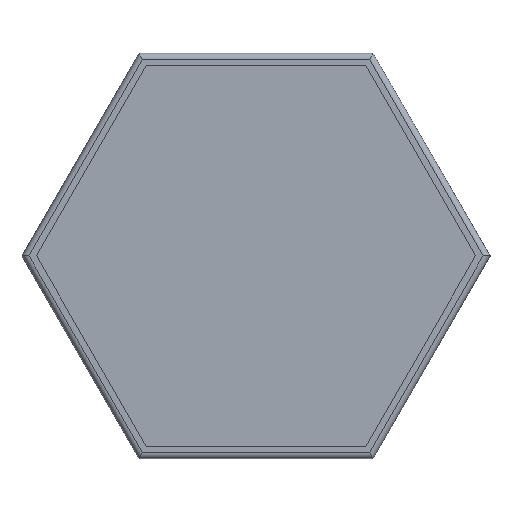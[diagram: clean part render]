
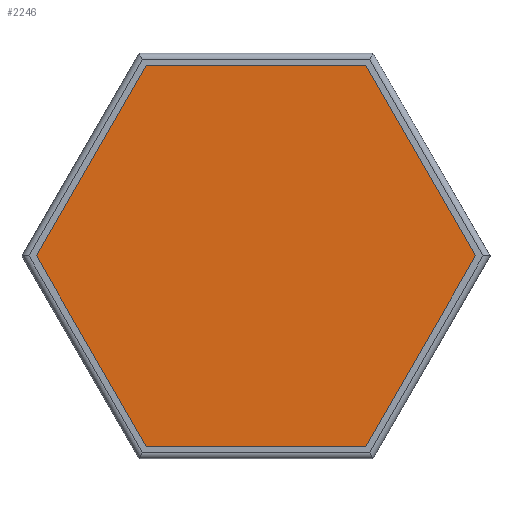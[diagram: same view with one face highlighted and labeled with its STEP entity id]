
A CAD part, top view. The second image highlights one B-rep face of the part: STEP entity #2246.
In plain terms, the highlighted planar face has unit normal (0, 0, 1).
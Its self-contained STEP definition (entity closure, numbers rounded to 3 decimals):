
#1416 = PLANE('',#1417);
#1417 = AXIS2_PLACEMENT_3D('',#1418,#1419,#1420);
#1418 = CARTESIAN_POINT('',(27.813,-16.058,-1.35));
#1419 = DIRECTION('',(-0.866,0.5,0.));
#1420 = DIRECTION('',(-0.5,-0.866,0.));
#1444 = PLANE('',#1445);
#1445 = AXIS2_PLACEMENT_3D('',#1446,#1447,#1448);
#1446 = CARTESIAN_POINT('',(27.813,16.058,-1.35));
#1447 = DIRECTION('',(-0.866,-0.5,0.));
#1448 = DIRECTION('',(0.5,-0.866,0.));
#1472 = PLANE('',#1473);
#1473 = AXIS2_PLACEMENT_3D('',#1474,#1475,#1476);
#1474 = CARTESIAN_POINT('',(0.,32.116,-1.35));
#1475 = DIRECTION('',(0.,-1.,0.));
#1476 = DIRECTION('',(-1.,0.,0.));
#1500 = PLANE('',#1501);
#1501 = AXIS2_PLACEMENT_3D('',#1502,#1503,#1504);
#1502 = CARTESIAN_POINT('',(-27.813,16.058,-1.35));
#1503 = DIRECTION('',(0.866,-0.5,0.));
#1504 = DIRECTION('',(0.5,0.866,0.));
#1528 = PLANE('',#1529);
#1529 = AXIS2_PLACEMENT_3D('',#1530,#1531,#1532);
#1530 = CARTESIAN_POINT('',(-27.813,-16.058,-1.35));
#1531 = DIRECTION('',(0.866,0.5,0.));
#1532 = DIRECTION('',(-0.5,0.866,0.));
#1554 = PLANE('',#1555);
#1555 = AXIS2_PLACEMENT_3D('',#1556,#1557,#1558);
#1556 = CARTESIAN_POINT('',(0.,-32.116,-1.35));
#1557 = DIRECTION('',(0.,1.,0.));
#1558 = DIRECTION('',(1.,0.,0.));
#1944 = VERTEX_POINT('',#1945);
#1945 = CARTESIAN_POINT('',(37.084,0.,-3.));
#1966 = EDGE_CURVE('',#1967,#1944,#1969,.T.);
#1967 = VERTEX_POINT('',#1968);
#1968 = CARTESIAN_POINT('',(18.542,-32.116,-3.));
#1969 = SURFACE_CURVE('',#1970,(#1974,#1981),.PCURVE_S1.);
#1970 = LINE('',#1971,#1972);
#1971 = CARTESIAN_POINT('',(18.542,-32.116,-3.));
#1972 = VECTOR('',#1973,1.);
#1973 = DIRECTION('',(0.5,0.866,0.));
#1974 = PCURVE('',#1416,#1975);
#1975 = DEFINITIONAL_REPRESENTATION('',(#1976),#1980);
#1976 = LINE('',#1977,#1978);
#1977 = CARTESIAN_POINT('',(18.542,-1.65));
#1978 = VECTOR('',#1979,1.);
#1979 = DIRECTION('',(-1.,0.));
#1980 = ( GEOMETRIC_REPRESENTATION_CONTEXT(2) 
PARAMETRIC_REPRESENTATION_CONTEXT() REPRESENTATION_CONTEXT('2D SPACE',''
  ) );
#1981 = PCURVE('',#1982,#1987);
#1982 = PLANE('',#1983);
#1983 = AXIS2_PLACEMENT_3D('',#1984,#1985,#1986);
#1984 = CARTESIAN_POINT('',(0.,0.,-3.)
  );
#1985 = DIRECTION('',(0.,0.,1.));
#1986 = DIRECTION('',(0.,1.,0.));
#1987 = DEFINITIONAL_REPRESENTATION('',(#1988),#1992);
#1988 = LINE('',#1989,#1990);
#1989 = CARTESIAN_POINT('',(-32.116,-18.542));
#1990 = VECTOR('',#1991,1.);
#1991 = DIRECTION('',(0.866,-0.5));
#1992 = ( GEOMETRIC_REPRESENTATION_CONTEXT(2) 
PARAMETRIC_REPRESENTATION_CONTEXT() REPRESENTATION_CONTEXT('2D SPACE',''
  ) );
#2020 = EDGE_CURVE('',#2021,#1967,#2023,.T.);
#2021 = VERTEX_POINT('',#2022);
#2022 = CARTESIAN_POINT('',(-18.542,-32.116,-3.));
#2023 = SURFACE_CURVE('',#2024,(#2028,#2035),.PCURVE_S1.);
#2024 = LINE('',#2025,#2026);
#2025 = CARTESIAN_POINT('',(-18.542,-32.116,-3.));
#2026 = VECTOR('',#2027,1.);
#2027 = DIRECTION('',(1.,0.,0.));
#2028 = PCURVE('',#1554,#2029);
#2029 = DEFINITIONAL_REPRESENTATION('',(#2030),#2034);
#2030 = LINE('',#2031,#2032);
#2031 = CARTESIAN_POINT('',(-18.542,1.65));
#2032 = VECTOR('',#2033,1.);
#2033 = DIRECTION('',(1.,0.));
#2034 = ( GEOMETRIC_REPRESENTATION_CONTEXT(2) 
PARAMETRIC_REPRESENTATION_CONTEXT() REPRESENTATION_CONTEXT('2D SPACE',''
  ) );
#2035 = PCURVE('',#1982,#2036);
#2036 = DEFINITIONAL_REPRESENTATION('',(#2037),#2041);
#2037 = LINE('',#2038,#2039);
#2038 = CARTESIAN_POINT('',(-32.116,18.542));
#2039 = VECTOR('',#2040,1.);
#2040 = DIRECTION('',(0.,-1.));
#2041 = ( GEOMETRIC_REPRESENTATION_CONTEXT(2) 
PARAMETRIC_REPRESENTATION_CONTEXT() REPRESENTATION_CONTEXT('2D SPACE',''
  ) );
#2069 = EDGE_CURVE('',#2070,#2021,#2072,.T.);
#2070 = VERTEX_POINT('',#2071);
#2071 = CARTESIAN_POINT('',(-37.084,0.,-3.));
#2072 = SURFACE_CURVE('',#2073,(#2077,#2084),.PCURVE_S1.);
#2073 = LINE('',#2074,#2075);
#2074 = CARTESIAN_POINT('',(-37.084,0.,-3.));
#2075 = VECTOR('',#2076,1.);
#2076 = DIRECTION('',(0.5,-0.866,0.));
#2077 = PCURVE('',#1528,#2078);
#2078 = DEFINITIONAL_REPRESENTATION('',(#2079),#2083);
#2079 = LINE('',#2080,#2081);
#2080 = CARTESIAN_POINT('',(18.542,-1.65));
#2081 = VECTOR('',#2082,1.);
#2082 = DIRECTION('',(-1.,0.));
#2083 = ( GEOMETRIC_REPRESENTATION_CONTEXT(2) 
PARAMETRIC_REPRESENTATION_CONTEXT() REPRESENTATION_CONTEXT('2D SPACE',''
  ) );
#2084 = PCURVE('',#1982,#2085);
#2085 = DEFINITIONAL_REPRESENTATION('',(#2086),#2090);
#2086 = LINE('',#2087,#2088);
#2087 = CARTESIAN_POINT('',(0.,37.084));
#2088 = VECTOR('',#2089,1.);
#2089 = DIRECTION('',(-0.866,-0.5));
#2090 = ( GEOMETRIC_REPRESENTATION_CONTEXT(2) 
PARAMETRIC_REPRESENTATION_CONTEXT() REPRESENTATION_CONTEXT('2D SPACE',''
  ) );
#2118 = EDGE_CURVE('',#2119,#2070,#2121,.T.);
#2119 = VERTEX_POINT('',#2120);
#2120 = CARTESIAN_POINT('',(-18.542,32.116,-3.));
#2121 = SURFACE_CURVE('',#2122,(#2126,#2133),.PCURVE_S1.);
#2122 = LINE('',#2123,#2124);
#2123 = CARTESIAN_POINT('',(-18.542,32.116,-3.));
#2124 = VECTOR('',#2125,1.);
#2125 = DIRECTION('',(-0.5,-0.866,0.));
#2126 = PCURVE('',#1500,#2127);
#2127 = DEFINITIONAL_REPRESENTATION('',(#2128),#2132);
#2128 = LINE('',#2129,#2130);
#2129 = CARTESIAN_POINT('',(18.542,-1.65));
#2130 = VECTOR('',#2131,1.);
#2131 = DIRECTION('',(-1.,0.));
#2132 = ( GEOMETRIC_REPRESENTATION_CONTEXT(2) 
PARAMETRIC_REPRESENTATION_CONTEXT() REPRESENTATION_CONTEXT('2D SPACE',''
  ) );
#2133 = PCURVE('',#1982,#2134);
#2134 = DEFINITIONAL_REPRESENTATION('',(#2135),#2139);
#2135 = LINE('',#2136,#2137);
#2136 = CARTESIAN_POINT('',(32.116,18.542));
#2137 = VECTOR('',#2138,1.);
#2138 = DIRECTION('',(-0.866,0.5));
#2139 = ( GEOMETRIC_REPRESENTATION_CONTEXT(2) 
PARAMETRIC_REPRESENTATION_CONTEXT() REPRESENTATION_CONTEXT('2D SPACE',''
  ) );
#2167 = EDGE_CURVE('',#2168,#2119,#2170,.T.);
#2168 = VERTEX_POINT('',#2169);
#2169 = CARTESIAN_POINT('',(18.542,32.116,-3.));
#2170 = SURFACE_CURVE('',#2171,(#2175,#2182),.PCURVE_S1.);
#2171 = LINE('',#2172,#2173);
#2172 = CARTESIAN_POINT('',(18.542,32.116,-3.));
#2173 = VECTOR('',#2174,1.);
#2174 = DIRECTION('',(-1.,0.,0.));
#2175 = PCURVE('',#1472,#2176);
#2176 = DEFINITIONAL_REPRESENTATION('',(#2177),#2181);
#2177 = LINE('',#2178,#2179);
#2178 = CARTESIAN_POINT('',(-18.542,1.65));
#2179 = VECTOR('',#2180,1.);
#2180 = DIRECTION('',(1.,0.));
#2181 = ( GEOMETRIC_REPRESENTATION_CONTEXT(2) 
PARAMETRIC_REPRESENTATION_CONTEXT() REPRESENTATION_CONTEXT('2D SPACE',''
  ) );
#2182 = PCURVE('',#1982,#2183);
#2183 = DEFINITIONAL_REPRESENTATION('',(#2184),#2188);
#2184 = LINE('',#2185,#2186);
#2185 = CARTESIAN_POINT('',(32.116,-18.542));
#2186 = VECTOR('',#2187,1.);
#2187 = DIRECTION('',(0.,1.));
#2188 = ( GEOMETRIC_REPRESENTATION_CONTEXT(2) 
PARAMETRIC_REPRESENTATION_CONTEXT() REPRESENTATION_CONTEXT('2D SPACE',''
  ) );
#2217 = EDGE_CURVE('',#1944,#2168,#2218,.T.);
#2218 = SURFACE_CURVE('',#2219,(#2223,#2230),.PCURVE_S1.);
#2219 = LINE('',#2220,#2221);
#2220 = CARTESIAN_POINT('',(37.084,0.,-3.));
#2221 = VECTOR('',#2222,1.);
#2222 = DIRECTION('',(-0.5,0.866,0.));
#2223 = PCURVE('',#1444,#2224);
#2224 = DEFINITIONAL_REPRESENTATION('',(#2225),#2229);
#2225 = LINE('',#2226,#2227);
#2226 = CARTESIAN_POINT('',(18.542,-1.65));
#2227 = VECTOR('',#2228,1.);
#2228 = DIRECTION('',(-1.,0.));
#2229 = ( GEOMETRIC_REPRESENTATION_CONTEXT(2) 
PARAMETRIC_REPRESENTATION_CONTEXT() REPRESENTATION_CONTEXT('2D SPACE',''
  ) );
#2230 = PCURVE('',#1982,#2231);
#2231 = DEFINITIONAL_REPRESENTATION('',(#2232),#2236);
#2232 = LINE('',#2233,#2234);
#2233 = CARTESIAN_POINT('',(0.,-37.084));
#2234 = VECTOR('',#2235,1.);
#2235 = DIRECTION('',(0.866,0.5));
#2236 = ( GEOMETRIC_REPRESENTATION_CONTEXT(2) 
PARAMETRIC_REPRESENTATION_CONTEXT() REPRESENTATION_CONTEXT('2D SPACE',''
  ) );
#2246 = ADVANCED_FACE('',(#2247),#1982,.T.);
#2247 = FACE_BOUND('',#2248,.T.);
#2248 = EDGE_LOOP('',(#2249,#2250,#2251,#2252,#2253,#2254));
#2249 = ORIENTED_EDGE('',*,*,#1966,.T.);
#2250 = ORIENTED_EDGE('',*,*,#2217,.T.);
#2251 = ORIENTED_EDGE('',*,*,#2167,.T.);
#2252 = ORIENTED_EDGE('',*,*,#2118,.T.);
#2253 = ORIENTED_EDGE('',*,*,#2069,.T.);
#2254 = ORIENTED_EDGE('',*,*,#2020,.T.);
